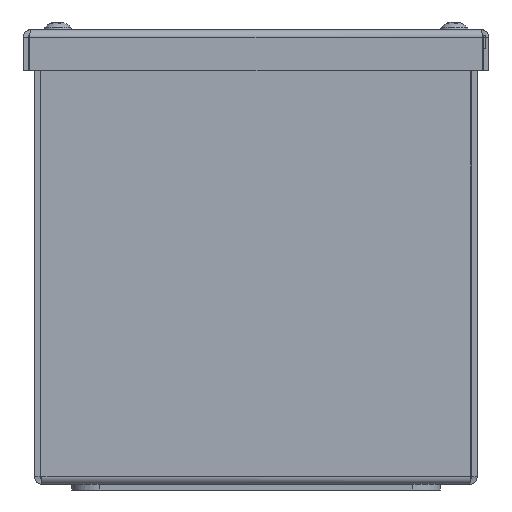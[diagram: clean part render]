
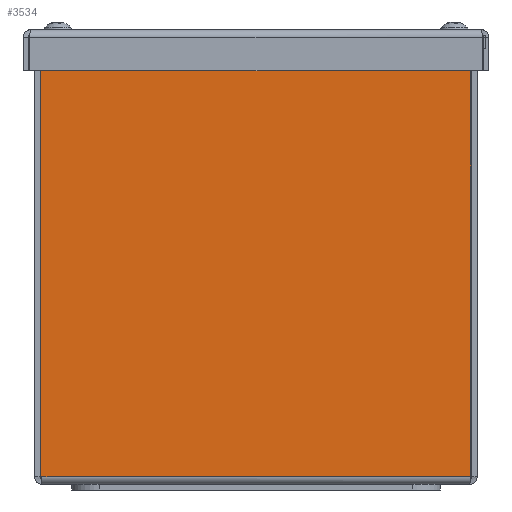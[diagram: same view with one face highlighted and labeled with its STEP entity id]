
A CAD part, front view. The second image highlights one B-rep face of the part: STEP entity #3534.
In plain terms, the highlighted planar face has unit normal (0, -1, 0).
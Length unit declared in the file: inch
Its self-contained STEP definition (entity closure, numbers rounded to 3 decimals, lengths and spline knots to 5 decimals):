
#3334=CARTESIAN_POINT('',(-2.91495,-4.,5.89475));
#3335=VERTEX_POINT('',#3334);
#3343=CARTESIAN_POINT('',(2.91495,-4.,5.89475));
#3344=VERTEX_POINT('',#3343);
#3345=CARTESIAN_POINT('',(2.91495,-4.,5.89475));
#3346=DIRECTION('',(-1.0,0.0,0.0));
#3347=VECTOR('',#3346,5.8299);
#3348=LINE('',#3345,#3347);
#3349=EDGE_CURVE('',#3344,#3335,#3348,.T.);
#3504=CARTESIAN_POINT('',(0.,-4.,3.02071));
#3505=DIRECTION('',(0.0,1.0,0.0));
#3506=DIRECTION('',(1.0,0.0,0.0));
#3507=AXIS2_PLACEMENT_3D('',#3504,#3505,#3506);
#3508=PLANE('',#3507);
#3509=ORIENTED_EDGE('',*,*,#3349,.T.);
#3510=CARTESIAN_POINT('',(-2.91495,-4.,0.10525));
#3511=VERTEX_POINT('',#3510);
#3512=CARTESIAN_POINT('',(-2.91495,-4.,0.10525));
#3513=DIRECTION('',(0.0,0.0,1.0));
#3514=VECTOR('',#3513,5.7895);
#3515=LINE('',#3512,#3514);
#3516=EDGE_CURVE('',#3511,#3335,#3515,.T.);
#3517=ORIENTED_EDGE('',*,*,#3516,.F.);
#3518=CARTESIAN_POINT('',(2.91495,-4.0,0.10525));
#3519=VERTEX_POINT('',#3518);
#3520=CARTESIAN_POINT('',(-2.91495,-4.,0.10525));
#3521=DIRECTION('',(1.0,0.0,0.0));
#3522=VECTOR('',#3521,5.8299);
#3523=LINE('',#3520,#3522);
#3524=EDGE_CURVE('',#3511,#3519,#3523,.T.);
#3525=ORIENTED_EDGE('',*,*,#3524,.T.);
#3526=CARTESIAN_POINT('',(2.91495,-4.,5.89475));
#3527=DIRECTION('',(0.0,0.0,-1.0));
#3528=VECTOR('',#3527,5.7895);
#3529=LINE('',#3526,#3528);
#3530=EDGE_CURVE('',#3344,#3519,#3529,.T.);
#3531=ORIENTED_EDGE('',*,*,#3530,.F.);
#3532=EDGE_LOOP('',(#3509,#3517,#3525,#3531));
#3533=FACE_OUTER_BOUND('',#3532,.T.);
#3534=ADVANCED_FACE('',(#3533),#3508,.F.);
